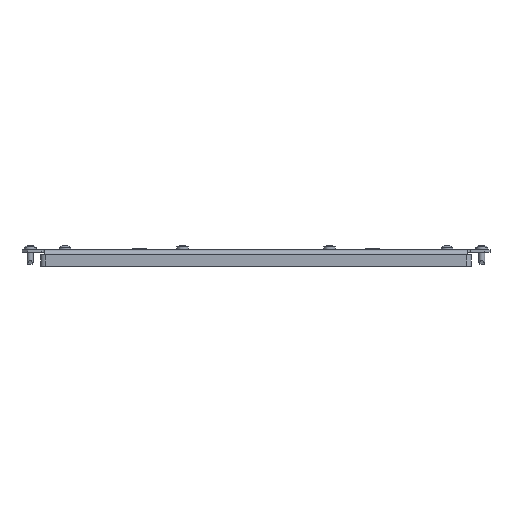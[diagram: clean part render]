
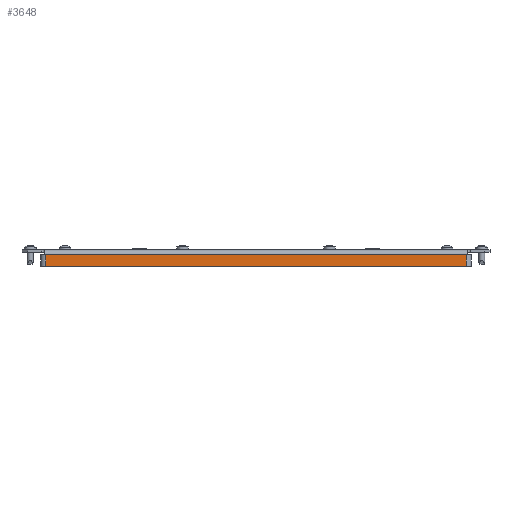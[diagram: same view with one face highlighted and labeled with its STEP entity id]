
A CAD part, top view. The second image highlights one B-rep face of the part: STEP entity #3648.
In plain terms, the highlighted face is planar.
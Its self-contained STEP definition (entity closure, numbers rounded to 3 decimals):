
#2 = VECTOR ( 'NONE', #2367, 1000. ) ;
#197 = EDGE_LOOP ( 'NONE', ( #3665, #2952, #963, #2491 ) ) ;
#373 = VERTEX_POINT ( 'NONE', #1968 ) ;
#644 = LINE ( 'NONE', #3736, #3731 ) ;
#963 = ORIENTED_EDGE ( 'NONE', *, *, #5043, .T. ) ;
#1135 = FACE_OUTER_BOUND ( 'NONE', #197, .T. ) ;
#1256 = VERTEX_POINT ( 'NONE', #4410 ) ;
#1437 = PLANE ( 'NONE',  #1982 ) ;
#1521 = CARTESIAN_POINT ( 'NONE',  ( 5., -3., -179. ) ) ;
#1583 = DIRECTION ( 'NONE',  ( 1., 0., 0. ) ) ;
#1798 = VECTOR ( 'NONE', #4312, 1000. ) ;
#1968 = CARTESIAN_POINT ( 'NONE',  ( -5., -3., -179. ) ) ;
#1982 = AXIS2_PLACEMENT_3D ( 'NONE', #4643, #2221, #4697 ) ;
#2221 = DIRECTION ( 'NONE',  ( 0., -1., 0. ) ) ;
#2367 = DIRECTION ( 'NONE',  ( 1., 0., 0. ) ) ;
#2491 = ORIENTED_EDGE ( 'NONE', *, *, #2727, .T. ) ;
#2727 = EDGE_CURVE ( 'NONE', #4619, #1256, #4447, .T. ) ;
#2795 = EDGE_CURVE ( 'NONE', #373, #3966, #3497, .T. ) ;
#2952 = ORIENTED_EDGE ( 'NONE', *, *, #2795, .F. ) ;
#3160 = LINE ( 'NONE', #4990, #2 ) ;
#3186 = VECTOR ( 'NONE', #5073, 1000. ) ;
#3338 = EDGE_CURVE ( 'NONE', #3966, #1256, #644, .T. ) ;
#3371 = CARTESIAN_POINT ( 'NONE',  ( 5., -3., -179. ) ) ;
#3497 = LINE ( 'NONE', #3888, #1798 ) ;
#3648 = ADVANCED_FACE ( 'NONE', ( #1135 ), #1437, .T. ) ;
#3665 = ORIENTED_EDGE ( 'NONE', *, *, #3338, .F. ) ;
#3731 = VECTOR ( 'NONE', #1583, 1000. ) ;
#3736 = CARTESIAN_POINT ( 'NONE',  ( -5., -3., 179. ) ) ;
#3888 = CARTESIAN_POINT ( 'NONE',  ( -5., -3., -179. ) ) ;
#3966 = VERTEX_POINT ( 'NONE', #5155 ) ;
#4312 = DIRECTION ( 'NONE',  ( 0., 0., 1. ) ) ;
#4410 = CARTESIAN_POINT ( 'NONE',  ( 5., -3., 179. ) ) ;
#4447 = LINE ( 'NONE', #1521, #3186 ) ;
#4619 = VERTEX_POINT ( 'NONE', #3371 ) ;
#4643 = CARTESIAN_POINT ( 'NONE',  ( -5., -3., -179. ) ) ;
#4697 = DIRECTION ( 'NONE',  ( 1., 0., 0. ) ) ;
#4990 = CARTESIAN_POINT ( 'NONE',  ( -5., -3., -179. ) ) ;
#5043 = EDGE_CURVE ( 'NONE', #373, #4619, #3160, .T. ) ;
#5073 = DIRECTION ( 'NONE',  ( 0., 0., 1. ) ) ;
#5155 = CARTESIAN_POINT ( 'NONE',  ( -5., -3., 179. ) ) ;
